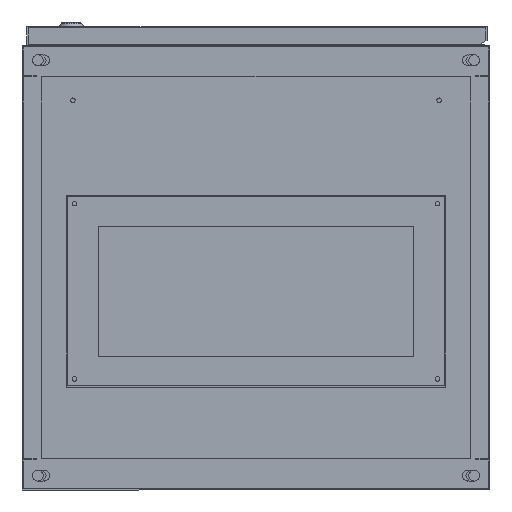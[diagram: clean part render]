
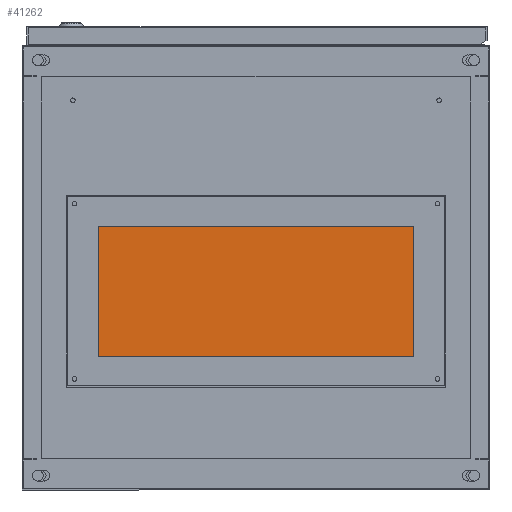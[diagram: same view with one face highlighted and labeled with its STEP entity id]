
A CAD part, front view. The second image highlights one B-rep face of the part: STEP entity #41262.
In plain terms, the highlighted planar face has unit normal (0, -1, 0).
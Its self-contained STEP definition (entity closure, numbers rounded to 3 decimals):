
#435 = CARTESIAN_POINT ( 'NONE',  ( -233., 7., -142.5 ) ) ;
#1221 = ORIENTED_EDGE ( 'NONE', *, *, #61851, .F. ) ;
#3146 = CARTESIAN_POINT ( 'NONE',  ( -243.5, 7., -151.5 ) ) ;
#3618 = EDGE_CURVE ( 'NONE', #65457, #79867, #68938, .T. ) ;
#3678 = DIRECTION ( 'NONE',  ( 0., 0., -1. ) ) ;
#4460 = ORIENTED_EDGE ( 'NONE', *, *, #93250, .F. ) ;
#5764 = ORIENTED_EDGE ( 'NONE', *, *, #3618, .F. ) ;
#6709 = ORIENTED_EDGE ( 'NONE', *, *, #67311, .F. ) ;
#7125 = DIRECTION ( 'NONE',  ( 0., 0., -1. ) ) ;
#7519 = DIRECTION ( 'NONE',  ( 0., 0., -1. ) ) ;
#8615 = EDGE_CURVE ( 'NONE', #32739, #66129, #38346, .T. ) ;
#9123 = EDGE_CURVE ( 'NONE', #28160, #107306, #64826, .T. ) ;
#9271 = EDGE_CURVE ( 'NONE', #27427, #76435, #20734, .T. ) ;
#11285 = FACE_BOUND ( 'NONE', #51357, .T. ) ;
#12981 = ORIENTED_EDGE ( 'NONE', *, *, #9271, .F. ) ;
#15457 = AXIS2_PLACEMENT_3D ( 'NONE', #83436, #84501, #100313 ) ;
#15700 = DIRECTION ( 'NONE',  ( 0., -1., 0. ) ) ;
#17260 = ORIENTED_EDGE ( 'NONE', *, *, #103465, .T. ) ;
#17873 = DIRECTION ( 'NONE',  ( -1., 0., 0. ) ) ;
#18367 = DIRECTION ( 'NONE',  ( 0., 0., -1. ) ) ;
#20734 = CIRCLE ( 'NONE', #81679, 3. ) ;
#21087 = FACE_BOUND ( 'NONE', #94785, .T. ) ;
#21964 = CARTESIAN_POINT ( 'NONE',  ( 242., 7., 91.5 ) ) ;
#22006 = DIRECTION ( 'NONE',  ( 0., -1., 0. ) ) ;
#25860 = CIRCLE ( 'NONE', #74655, 3. ) ;
#26095 = CARTESIAN_POINT ( 'NONE',  ( -243.5, 7., 91.5 ) ) ;
#27427 = VERTEX_POINT ( 'NONE', #105736 ) ;
#27678 = FACE_BOUND ( 'NONE', #88505, .T. ) ;
#28160 = VERTEX_POINT ( 'NONE', #96759 ) ;
#28488 = EDGE_CURVE ( 'NONE', #69734, #97568, #45825, .T. ) ;
#28745 = CARTESIAN_POINT ( 'NONE',  ( 233., 7., 82.5 ) ) ;
#29286 = DIRECTION ( 'NONE',  ( 0., 0., -1. ) ) ;
#29470 = DIRECTION ( 'NONE',  ( 0., 0., 1. ) ) ;
#29723 = VERTEX_POINT ( 'NONE', #100409 ) ;
#30636 = CARTESIAN_POINT ( 'NONE',  ( 233., 7., 79.5 ) ) ;
#32739 = VERTEX_POINT ( 'NONE', #104156 ) ;
#34257 = LINE ( 'NONE', #26095, #80615 ) ;
#38346 = CIRCLE ( 'NONE', #85113, 3. ) ;
#40952 = DIRECTION ( 'NONE',  ( 0., 0., -1. ) ) ;
#41049 = AXIS2_PLACEMENT_3D ( 'NONE', #83490, #49148, #40952 ) ;
#41262 = ADVANCED_FACE ( 'NONE', ( #103426, #27678, #21087, #52750, #11285 ), #79436, .T. ) ;
#44555 = CARTESIAN_POINT ( 'NONE',  ( 0., 7., 0. ) ) ;
#45138 = CIRCLE ( 'NONE', #106060, 3. ) ;
#45825 = LINE ( 'NONE', #53474, #59661 ) ;
#46091 = ORIENTED_EDGE ( 'NONE', *, *, #53384, .F. ) ;
#49148 = DIRECTION ( 'NONE',  ( 0., -1., 0. ) ) ;
#49395 = CARTESIAN_POINT ( 'NONE',  ( 242., 7., -151.5 ) ) ;
#50384 = ORIENTED_EDGE ( 'NONE', *, *, #8615, .F. ) ;
#50996 = DIRECTION ( 'NONE',  ( 0., 0., -1. ) ) ;
#51357 = EDGE_LOOP ( 'NONE', ( #6709, #1221 ) ) ;
#51663 = DIRECTION ( 'NONE',  ( 0., -1., 0. ) ) ;
#52324 = DIRECTION ( 'NONE',  ( 0., 0., -1. ) ) ;
#52750 = FACE_BOUND ( 'NONE', #103741, .T. ) ;
#53028 = CIRCLE ( 'NONE', #82725, 3. ) ;
#53384 = EDGE_CURVE ( 'NONE', #76435, #27427, #25860, .T. ) ;
#53474 = CARTESIAN_POINT ( 'NONE',  ( 242., 7., -153. ) ) ;
#53775 = CIRCLE ( 'NONE', #100766, 3. ) ;
#53835 = DIRECTION ( 'NONE',  ( 0., -1., 0. ) ) ;
#55275 = DIRECTION ( 'NONE',  ( 0., 0., -1. ) ) ;
#56575 = EDGE_CURVE ( 'NONE', #107306, #69734, #79462, .T. ) ;
#57564 = CARTESIAN_POINT ( 'NONE',  ( 233., 7., -139.5 ) ) ;
#59661 = VECTOR ( 'NONE', #29470, 1000. ) ;
#61851 = EDGE_CURVE ( 'NONE', #72239, #29723, #53028, .T. ) ;
#63412 = CARTESIAN_POINT ( 'NONE',  ( -233., 7., 85.5 ) ) ;
#63472 = CARTESIAN_POINT ( 'NONE',  ( -233., 7., -142.5 ) ) ;
#64313 = ORIENTED_EDGE ( 'NONE', *, *, #9123, .T. ) ;
#64826 = LINE ( 'NONE', #72451, #88689 ) ;
#65457 = VERTEX_POINT ( 'NONE', #57564 ) ;
#66129 = VERTEX_POINT ( 'NONE', #30636 ) ;
#67311 = EDGE_CURVE ( 'NONE', #29723, #72239, #104294, .T. ) ;
#68429 = ORIENTED_EDGE ( 'NONE', *, *, #93577, .F. ) ;
#68654 = DIRECTION ( 'NONE',  ( 0., -1., 0. ) ) ;
#68938 = CIRCLE ( 'NONE', #41049, 3. ) ;
#69095 = DIRECTION ( 'NONE',  ( 0., -1., 0. ) ) ;
#69734 = VERTEX_POINT ( 'NONE', #49395 ) ;
#72239 = VERTEX_POINT ( 'NONE', #63412 ) ;
#72451 = CARTESIAN_POINT ( 'NONE',  ( -242., 7., -153. ) ) ;
#72642 = CARTESIAN_POINT ( 'NONE',  ( 233., 7., -145.5 ) ) ;
#74037 = CARTESIAN_POINT ( 'NONE',  ( 233., 7., -142.5 ) ) ;
#74165 = CARTESIAN_POINT ( 'NONE',  ( 233., 7., 82.5 ) ) ;
#74655 = AXIS2_PLACEMENT_3D ( 'NONE', #63472, #22006, #55275 ) ;
#74960 = VECTOR ( 'NONE', #86568, 1000. ) ;
#76435 = VERTEX_POINT ( 'NONE', #107874 ) ;
#77929 = CARTESIAN_POINT ( 'NONE',  ( -233., 7., 82.5 ) ) ;
#79436 = PLANE ( 'NONE',  #104105 ) ;
#79462 = LINE ( 'NONE', #3146, #74960 ) ;
#79867 = VERTEX_POINT ( 'NONE', #72642 ) ;
#80061 = CARTESIAN_POINT ( 'NONE',  ( -242., 7., -151.5 ) ) ;
#80615 = VECTOR ( 'NONE', #17873, 1000. ) ;
#81679 = AXIS2_PLACEMENT_3D ( 'NONE', #435, #51663, #18367 ) ;
#81844 = DIRECTION ( 'NONE',  ( 0., -1., 0. ) ) ;
#82725 = AXIS2_PLACEMENT_3D ( 'NONE', #77929, #68654, #52324 ) ;
#83436 = CARTESIAN_POINT ( 'NONE',  ( -233., 7., 82.5 ) ) ;
#83490 = CARTESIAN_POINT ( 'NONE',  ( 233., 7., -142.5 ) ) ;
#84501 = DIRECTION ( 'NONE',  ( 0., -1., 0. ) ) ;
#85113 = AXIS2_PLACEMENT_3D ( 'NONE', #28745, #69095, #29286 ) ;
#86568 = DIRECTION ( 'NONE',  ( 1., 0., 0. ) ) ;
#88505 = EDGE_LOOP ( 'NONE', ( #12981, #46091 ) ) ;
#88689 = VECTOR ( 'NONE', #7519, 1000. ) ;
#91919 = ORIENTED_EDGE ( 'NONE', *, *, #56575, .T. ) ;
#93250 = EDGE_CURVE ( 'NONE', #66129, #32739, #53775, .T. ) ;
#93577 = EDGE_CURVE ( 'NONE', #79867, #65457, #45138, .T. ) ;
#94146 = ORIENTED_EDGE ( 'NONE', *, *, #28488, .T. ) ;
#94785 = EDGE_LOOP ( 'NONE', ( #68429, #5764 ) ) ;
#96460 = EDGE_LOOP ( 'NONE', ( #17260, #64313, #91919, #94146 ) ) ;
#96759 = CARTESIAN_POINT ( 'NONE',  ( -242., 7., 91.5 ) ) ;
#97568 = VERTEX_POINT ( 'NONE', #21964 ) ;
#100313 = DIRECTION ( 'NONE',  ( 0., 0., -1. ) ) ;
#100409 = CARTESIAN_POINT ( 'NONE',  ( -233., 7., 79.5 ) ) ;
#100766 = AXIS2_PLACEMENT_3D ( 'NONE', #74165, #81844, #7125 ) ;
#103426 = FACE_OUTER_BOUND ( 'NONE', #96460, .T. ) ;
#103465 = EDGE_CURVE ( 'NONE', #97568, #28160, #34257, .T. ) ;
#103741 = EDGE_LOOP ( 'NONE', ( #4460, #50384 ) ) ;
#104105 = AXIS2_PLACEMENT_3D ( 'NONE', #44555, #53835, #3678 ) ;
#104156 = CARTESIAN_POINT ( 'NONE',  ( 233., 7., 85.5 ) ) ;
#104294 = CIRCLE ( 'NONE', #15457, 3. ) ;
#105736 = CARTESIAN_POINT ( 'NONE',  ( -233., 7., -145.5 ) ) ;
#106060 = AXIS2_PLACEMENT_3D ( 'NONE', #74037, #15700, #50996 ) ;
#107306 = VERTEX_POINT ( 'NONE', #80061 ) ;
#107874 = CARTESIAN_POINT ( 'NONE',  ( -233., 7., -139.5 ) ) ;
